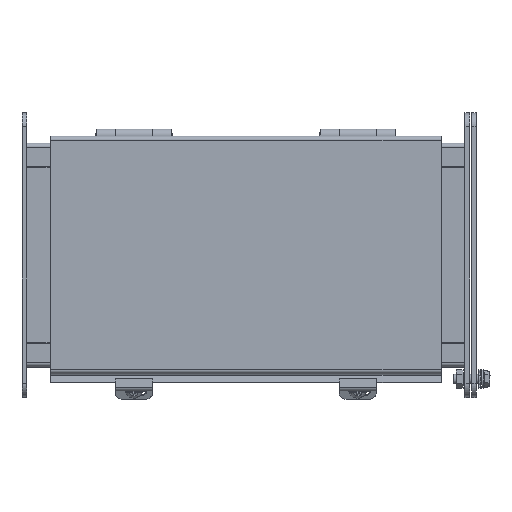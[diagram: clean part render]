
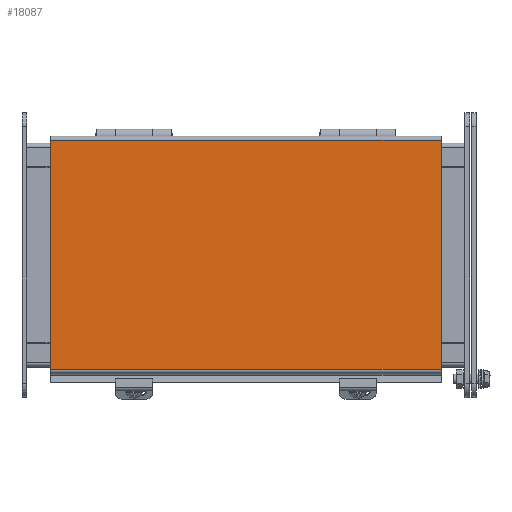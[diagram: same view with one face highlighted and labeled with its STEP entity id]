
A CAD part, top view. The second image highlights one B-rep face of the part: STEP entity #18087.
In plain terms, the highlighted planar face has unit normal (0, 0, 1).
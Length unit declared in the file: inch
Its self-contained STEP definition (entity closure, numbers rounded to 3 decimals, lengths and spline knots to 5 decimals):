
#753 = LINE ( 'NONE', #16797, #10065 ) ;
#1313 = LINE ( 'NONE', #12774, #3722 ) ;
#1858 = ORIENTED_EDGE ( 'NONE', *, *, #3517, .T. ) ;
#2142 = DIRECTION ( 'NONE',  ( -1., 0., 0. ) ) ;
#2654 = ORIENTED_EDGE ( 'NONE', *, *, #3966, .T. ) ;
#2823 = VERTEX_POINT ( 'NONE', #17783 ) ;
#2899 = DIRECTION ( 'NONE',  ( 1., 0., 0. ) ) ;
#3237 = DIRECTION ( 'NONE',  ( 1., 0., 0. ) ) ;
#3478 = CARTESIAN_POINT ( 'NONE',  ( 5.234, 3.07957, 6.172 ) ) ;
#3517 = EDGE_CURVE ( 'NONE', #4629, #4138, #1313, .T. ) ;
#3603 = EDGE_LOOP ( 'NONE', ( #1858, #2654, #12388, #9523 ) ) ;
#3722 = VECTOR ( 'NONE', #6939, 39.37008 ) ;
#3966 = EDGE_CURVE ( 'NONE', #4138, #2823, #15983, .T. ) ;
#4138 = VERTEX_POINT ( 'NONE', #18636 ) ;
#4629 = VERTEX_POINT ( 'NONE', #9489 ) ;
#4786 = CARTESIAN_POINT ( 'NONE',  ( -5.234, -3.07943, 6.172 ) ) ;
#6013 = CARTESIAN_POINT ( 'NONE',  ( -5.234, -3.18743, 6.172 ) ) ;
#6939 = DIRECTION ( 'NONE',  ( 0., -1., 0. ) ) ;
#7085 = VECTOR ( 'NONE', #2899, 39.37008 ) ;
#8874 = FACE_OUTER_BOUND ( 'NONE', #3603, .T. ) ;
#9489 = CARTESIAN_POINT ( 'NONE',  ( -5.234, 3.07957, 6.172 ) ) ;
#9523 = ORIENTED_EDGE ( 'NONE', *, *, #16090, .T. ) ;
#10065 = VECTOR ( 'NONE', #18045, 39.37008 ) ;
#11937 = PLANE ( 'NONE',  #18833 ) ;
#12352 = CARTESIAN_POINT ( 'NONE',  ( -5.234, 3.07957, 6.172 ) ) ;
#12388 = ORIENTED_EDGE ( 'NONE', *, *, #15433, .T. ) ;
#12774 = CARTESIAN_POINT ( 'NONE',  ( -5.234, -3.18743, 6.172 ) ) ;
#15433 = EDGE_CURVE ( 'NONE', #2823, #17507, #753, .T. ) ;
#15983 = LINE ( 'NONE', #4786, #7085 ) ;
#16041 = DIRECTION ( 'NONE',  ( 0., 0., 1. ) ) ;
#16090 = EDGE_CURVE ( 'NONE', #17507, #4629, #18285, .T. ) ;
#16797 = CARTESIAN_POINT ( 'NONE',  ( 5.234, -3.18743, 6.172 ) ) ;
#17507 = VERTEX_POINT ( 'NONE', #3478 ) ;
#17783 = CARTESIAN_POINT ( 'NONE',  ( 5.234, -3.07943, 6.172 ) ) ;
#18024 = VECTOR ( 'NONE', #2142, 39.37008 ) ;
#18045 = DIRECTION ( 'NONE',  ( 0., 1., 0. ) ) ;
#18087 = ADVANCED_FACE ( 'NONE', ( #8874 ), #11937, .T. ) ;
#18285 = LINE ( 'NONE', #12352, #18024 ) ;
#18636 = CARTESIAN_POINT ( 'NONE',  ( -5.234, -3.07943, 6.172 ) ) ;
#18833 = AXIS2_PLACEMENT_3D ( 'NONE', #6013, #16041, #3237 ) ;
